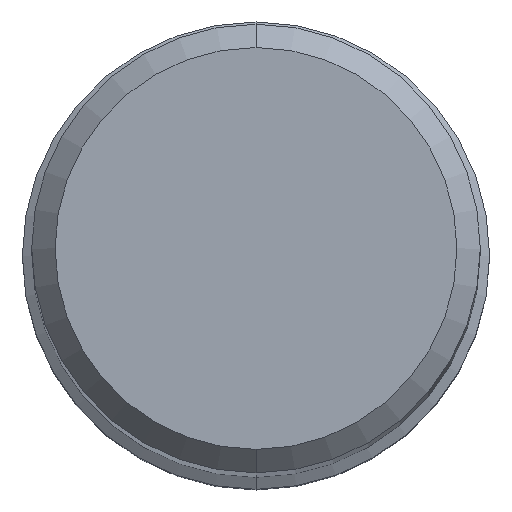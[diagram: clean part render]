
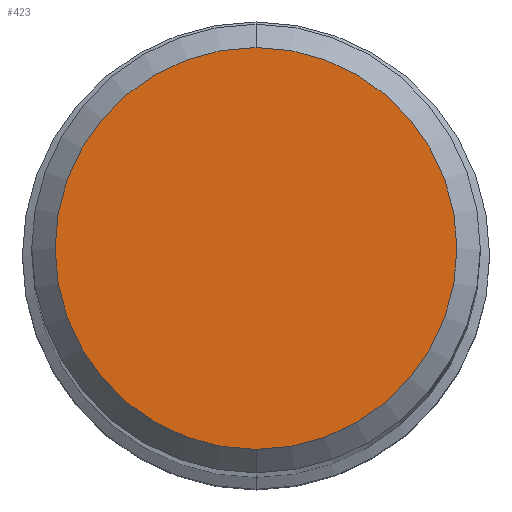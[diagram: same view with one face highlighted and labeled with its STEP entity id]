
A CAD part, top view. The second image highlights one B-rep face of the part: STEP entity #423.
In plain terms, the highlighted planar face has unit normal (0, 0, 1).
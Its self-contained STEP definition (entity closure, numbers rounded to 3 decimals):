
#327=VERTEX_POINT('',#731);
#345=EDGE_CURVE('',#327,#469,#750,.T.);
#367=EDGE_CURVE('',#469,#327,#773,.T.);
#423=ADVANCED_FACE('',(#832),#833,.T.);
#469=VERTEX_POINT('',#884);
#731=CARTESIAN_POINT('',(0.,-4.3,0.0));
#750=CIRCLE('',#1232,4.3);
#773=CIRCLE('',#1265,4.3);
#832=FACE_OUTER_BOUND('',#1378,.T.);
#833=PLANE('',#1379);
#884=CARTESIAN_POINT('',(0.0,4.3,0.0));
#1232=AXIS2_PLACEMENT_3D('',#2006,#2007,#2008);
#1265=AXIS2_PLACEMENT_3D('',#2024,#2025,#2026);
#1378=EDGE_LOOP('',(#2070,#2071));
#1379=AXIS2_PLACEMENT_3D('',#2072,#2073,#2074);
#2006=CARTESIAN_POINT('',(0.0,0.0,0.0));
#2007=DIRECTION('',(0.0,0.0,-1.0));
#2008=DIRECTION('',(0.0,1.0,0.0));
#2024=CARTESIAN_POINT('',(0.0,0.0,0.0));
#2025=DIRECTION('',(0.0,0.0,-1.0));
#2026=DIRECTION('',(0.0,1.0,0.0));
#2070=ORIENTED_EDGE('',*,*,#367,.F.);
#2071=ORIENTED_EDGE('',*,*,#345,.F.);
#2072=CARTESIAN_POINT('',(0.0,2.15,0.0));
#2073=DIRECTION('',(-0.0,0.0,1.0));
#2074=DIRECTION('',(0.0,-1.0,0.0));
